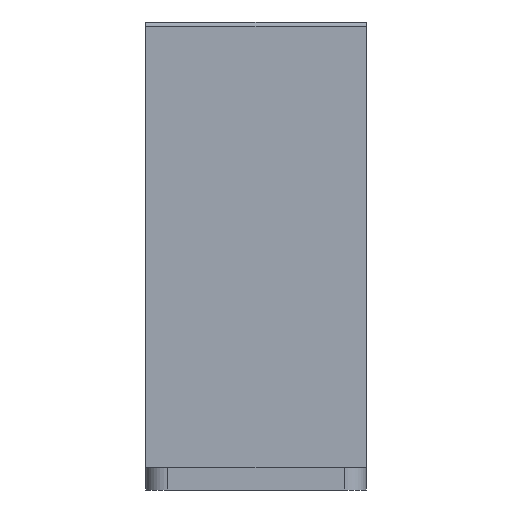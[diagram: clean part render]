
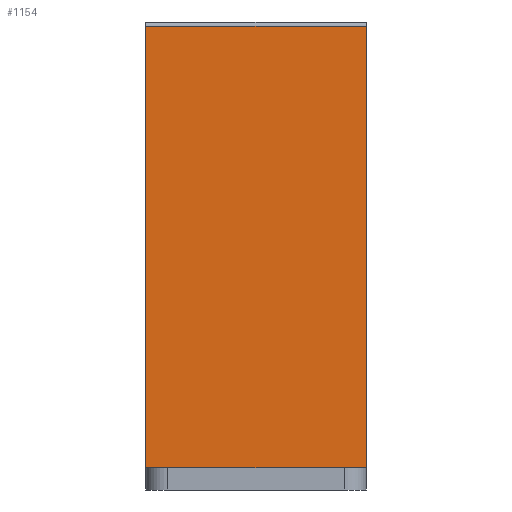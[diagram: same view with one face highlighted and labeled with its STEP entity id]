
A CAD part, front view. The second image highlights one B-rep face of the part: STEP entity #1154.
In plain terms, the highlighted face is planar.
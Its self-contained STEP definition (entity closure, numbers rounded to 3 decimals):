
#84=PLANE('',#1302);
#142=FACE_OUTER_BOUND('',#228,.T.);
#228=EDGE_LOOP('',(#1061,#1062,#1063,#1064));
#252=LINE('',#1759,#356);
#267=LINE('',#1792,#371);
#277=LINE('',#1818,#381);
#279=LINE('',#1824,#383);
#356=VECTOR('',#1437,10.);
#371=VECTOR('',#1462,10.);
#381=VECTOR('',#1486,10.);
#383=VECTOR('',#1496,10.);
#537=VERTEX_POINT('',#1756);
#538=VERTEX_POINT('',#1758);
#550=VERTEX_POINT('',#1789);
#551=VERTEX_POINT('',#1791);
#658=EDGE_CURVE('',#538,#537,#252,.T.);
#675=EDGE_CURVE('',#550,#551,#267,.T.);
#689=EDGE_CURVE('',#538,#550,#277,.T.);
#693=EDGE_CURVE('',#551,#537,#279,.T.);
#1061=ORIENTED_EDGE('',*,*,#693,.F.);
#1062=ORIENTED_EDGE('',*,*,#675,.F.);
#1063=ORIENTED_EDGE('',*,*,#689,.F.);
#1064=ORIENTED_EDGE('',*,*,#658,.T.);
#1154=ADVANCED_FACE('',(#142),#84,.T.);
#1302=AXIS2_PLACEMENT_3D('',#1964,#1631,#1632);
#1437=DIRECTION('',(0.,1.,0.));
#1462=DIRECTION('',(0.,1.,0.));
#1486=DIRECTION('',(1.,0.,0.));
#1496=DIRECTION('',(-1.,0.,0.));
#1631=DIRECTION('center_axis',(0.,0.,-1.));
#1632=DIRECTION('ref_axis',(-1.,0.,0.));
#1756=CARTESIAN_POINT('',(-24.75,104.,-50.25));
#1758=CARTESIAN_POINT('',(-24.75,5.,-50.25));
#1759=CARTESIAN_POINT('',(-24.75,5.,-50.25));
#1789=CARTESIAN_POINT('',(24.75,5.,-50.25));
#1791=CARTESIAN_POINT('',(24.75,104.,-50.25));
#1792=CARTESIAN_POINT('',(24.75,5.,-50.25));
#1818=CARTESIAN_POINT('',(12.375,5.,-50.25));
#1824=CARTESIAN_POINT('',(12.375,104.,-50.25));
#1964=CARTESIAN_POINT('Origin',(24.75,5.,-50.25));
